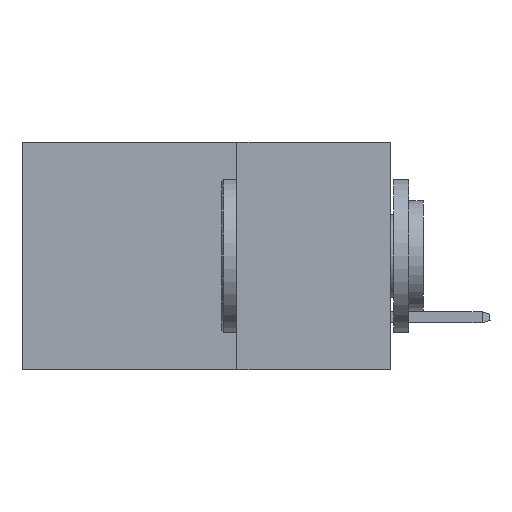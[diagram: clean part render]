
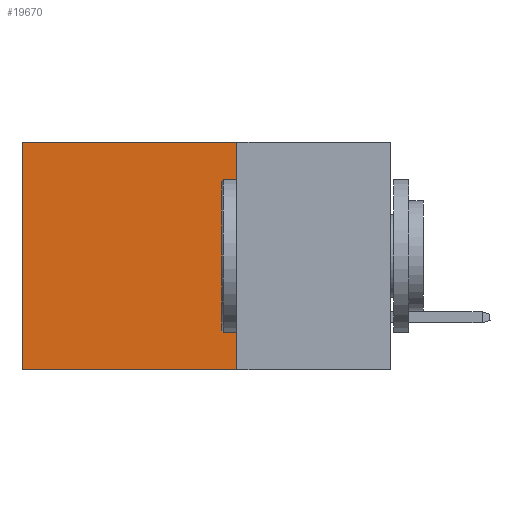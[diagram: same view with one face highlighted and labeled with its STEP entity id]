
A CAD part, left-side view. The second image highlights one B-rep face of the part: STEP entity #19670.
In plain terms, the highlighted planar face has unit normal (-1, 0, 0).
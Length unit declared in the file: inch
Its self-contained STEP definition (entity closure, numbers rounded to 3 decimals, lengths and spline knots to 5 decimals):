
#235 = VECTOR ( 'NONE', #19939, 39.37008 ) ;
#1585 = DIRECTION ( 'NONE',  ( 0., 1., 0. ) ) ;
#2360 = DIRECTION ( 'NONE',  ( 0., 0., -1. ) ) ;
#2386 = ORIENTED_EDGE ( 'NONE', *, *, #15435, .F. ) ;
#4252 = VERTEX_POINT ( 'NONE', #19814 ) ;
#4920 = LINE ( 'NONE', #19640, #235 ) ;
#5211 = VERTEX_POINT ( 'NONE', #20270 ) ;
#6595 = LINE ( 'NONE', #13190, #10783 ) ;
#7278 = EDGE_CURVE ( 'NONE', #22352, #5211, #6595, .T. ) ;
#7287 = LINE ( 'NONE', #9180, #17313 ) ;
#8562 = VERTEX_POINT ( 'NONE', #12565 ) ;
#8649 = CARTESIAN_POINT ( 'NONE',  ( 0.2875, 0.25, 0. ) ) ;
#8719 = CARTESIAN_POINT ( 'NONE',  ( 0.2875, 0.25, 0. ) ) ;
#8779 = VECTOR ( 'NONE', #1585, 39.37008 ) ;
#9180 = CARTESIAN_POINT ( 'NONE',  ( 0.2875, 0.6, 0. ) ) ;
#9574 = ORIENTED_EDGE ( 'NONE', *, *, #19415, .T. ) ;
#9706 = PLANE ( 'NONE',  #13719 ) ;
#10495 = ORIENTED_EDGE ( 'NONE', *, *, #16805, .T. ) ;
#10533 = EDGE_LOOP ( 'NONE', ( #9574, #2386, #20356, #10495 ) ) ;
#10783 = VECTOR ( 'NONE', #2360, 39.37008 ) ;
#10893 = DIRECTION ( 'NONE',  ( 0., 0., -1. ) ) ;
#12565 = CARTESIAN_POINT ( 'NONE',  ( 0.2875, 0.6, -0.37 ) ) ;
#13190 = CARTESIAN_POINT ( 'NONE',  ( 0.2875, 0.25, 0. ) ) ;
#13518 = LINE ( 'NONE', #8649, #8779 ) ;
#13719 = AXIS2_PLACEMENT_3D ( 'NONE', #22312, #16896, #22168 ) ;
#15435 = EDGE_CURVE ( 'NONE', #5211, #8562, #4920, .T. ) ;
#16805 = EDGE_CURVE ( 'NONE', #22352, #4252, #13518, .T. ) ;
#16896 = DIRECTION ( 'NONE',  ( 1., 0., 0. ) ) ;
#17313 = VECTOR ( 'NONE', #10893, 39.37008 ) ;
#18448 = FACE_OUTER_BOUND ( 'NONE', #10533, .T. ) ;
#19415 = EDGE_CURVE ( 'NONE', #4252, #8562, #7287, .T. ) ;
#19640 = CARTESIAN_POINT ( 'NONE',  ( 0.2875, 0.25, -0.37 ) ) ;
#19670 = ADVANCED_FACE ( 'NONE', ( #18448 ), #9706, .F. ) ;
#19814 = CARTESIAN_POINT ( 'NONE',  ( 0.2875, 0.6, 0. ) ) ;
#19939 = DIRECTION ( 'NONE',  ( 0., 1., 0. ) ) ;
#20270 = CARTESIAN_POINT ( 'NONE',  ( 0.2875, 0.25, -0.37 ) ) ;
#20356 = ORIENTED_EDGE ( 'NONE', *, *, #7278, .F. ) ;
#22168 = DIRECTION ( 'NONE',  ( 0., 0., -1. ) ) ;
#22312 = CARTESIAN_POINT ( 'NONE',  ( 0.2875, 0.25, 0. ) ) ;
#22352 = VERTEX_POINT ( 'NONE', #8719 ) ;
